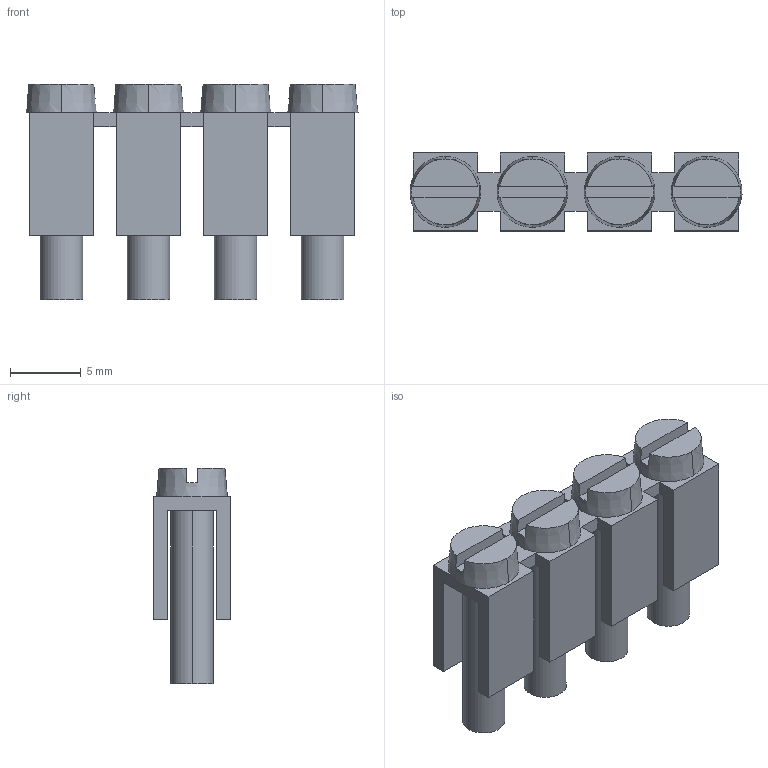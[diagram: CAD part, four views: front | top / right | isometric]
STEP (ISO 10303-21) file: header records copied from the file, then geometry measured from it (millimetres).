
FILE_DESCRIPTION(('Creo Elements/Direct Modeling STEP Export'),'2;1');
FILE_NAME('model.stp','2018-01-29T15:44:35',(''),(''),'Creo Elements/Direct Modeling STEP processor for AP214 (Solid Model)','Creo Elements/Direct Modeling 18.1I 14-Aug-2016 (C) Parametric Technology GmbH','');
FILE_SCHEMA(('AUTOMOTIVE_DESIGN { 1 0 10303 214 1 1 1 1 }'));
Length unit declared in the file: millimetre
Products named in the file (2): FB_4-6-select
Assembly tree (1 placements, depth 2):
  FB_4-6-select
    FB_4-6-select
Bounding box: 23.43 x 5.5 x 15.2 mm (x, y, z)
Volume: 869.5 mm3; surface area: 1587.6 mm2
Topology: 1 solids, 1 shells, 88 faces, 236 edges, 156 vertices
Faces by surface type: plane 72, cylinder 8, cone 8
Entity records: 3466 total; most frequent: CARTESIAN_POINT 651, ORIENTED_EDGE 472, DIRECTION 370, EDGE_CURVE 236, VERTEX_POINT 156, VECTOR 156, LINE 156, AXIS2_PLACEMENT_3D 107
